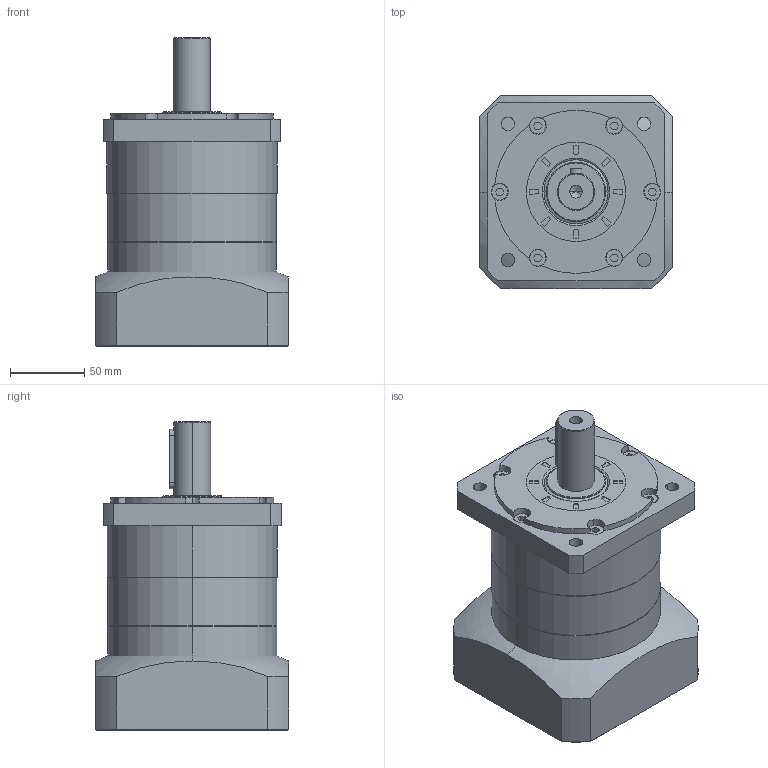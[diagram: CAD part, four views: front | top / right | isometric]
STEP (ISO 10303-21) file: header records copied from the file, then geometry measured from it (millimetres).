
FILE_DESCRIPTION (( 'STEP AP214' ), '1' );
FILE_NAME ('PGA120-L1-(3~10)-P2-22-110-145-M8-59.STEP', '2022-05-08T06:59:34', ( '' ), ( '' ), 'SwSTEP 2.0', 'SolidWorks 2018', '' );
FILE_SCHEMA (( 'AUTOMOTIVE_DESIGN' ));
Length unit declared in the file: millimetre
Products named in the file (6): PG120-PGA120綴裔1000W-2000W-22-110-145-M8; 薊粣ん22-44-59坶踡; PG120-PGA120怀堤粣25; PGA120-L1-(3~10)-P2-22-110-145-M8-59; PGA120-L1眊极; 蚐猾40-68-8
Assembly tree (5 placements, depth 2):
  PGA120-L1-(3~10)-P2-22-110-145-M8-59
    PG120-PGA120怀堤粣25
    蚐猾40-68-8
    PG120-PGA120綴裔1000W-2000W-22-110-145-M8
    薊粣ん22-44-59坶踡
    PGA120-L1眊极
Bounding box: 130 x 130.3 x 208 mm (x, y, z)
Volume: 1642166.4 mm3; surface area: 215658.1 mm2
Topology: 7 solids, 7 shells, 717 faces, 1748 edges, 1062 vertices
Faces by surface type: plane 279, cylinder 271, bspline 63, cone 40, torus 36, sphere 28
Entity records: 26956 total; most frequent: CARTESIAN_POINT 8978, DIRECTION 3481, ORIENTED_EDGE 3368, EDGE_CURVE 1684, AXIS2_PLACEMENT_3D 1301, VERTEX_POINT 1051, LINE 879, VECTOR 879
